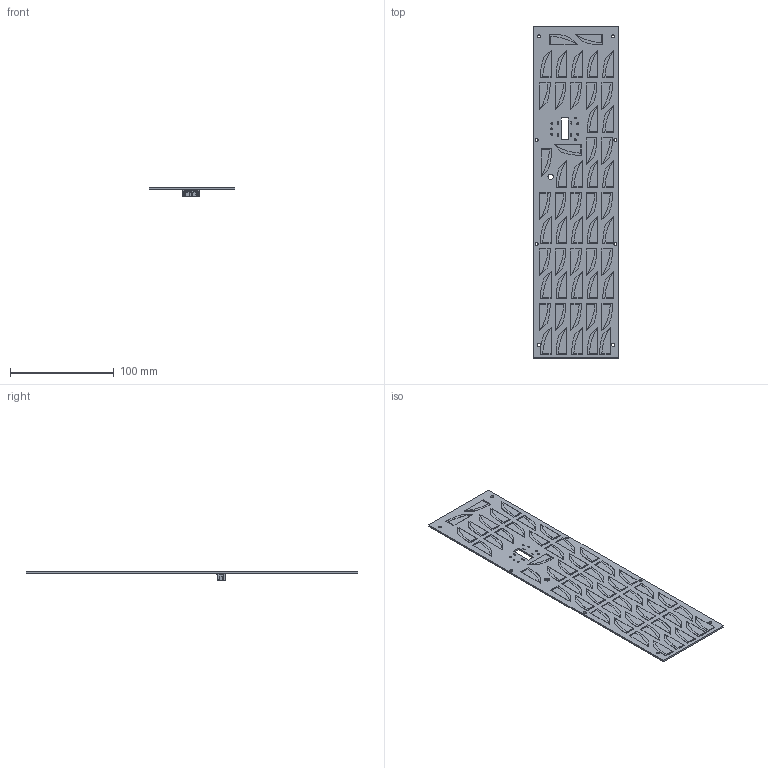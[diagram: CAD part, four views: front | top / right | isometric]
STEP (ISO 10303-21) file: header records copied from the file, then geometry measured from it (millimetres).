
FILE_DESCRIPTION(('Open CASCADE Model'),'2;1');
FILE_NAME('Open CASCADE Shape Model','2018-01-09T22:11:08',('Author'),( 'Open CASCADE'),'Open CASCADE STEP processor 6.2','Open CASCADE 6.2' ,'Unknown');
FILE_SCHEMA(('AUTOMOTIVE_DESIGN { 1 0 10303 214 1 1 1 1 }'));
Length unit declared in the file: millimetre
Products named in the file (66): PCB; Board; 1; OneWing; Onecell; terminalpoint; SolarCellRegion; Overhead; 2; 3; 4; 5; 6; 7; 8; 9; 10; 11; 12; 13; 14; 15; 16; 17; 18; 19; 20; 21; 22; 23; 24; 25; 26; 27; 28; 29; 30; 31; 32; 33 ...
Assembly tree (116 placements, depth 5):
  PCB
    Board
    1
      OneWing
        Onecell
          terminalpoint
          SolarCellRegion
          Overhead
    2
      OneWing
        Onecell
          terminalpoint
          SolarCellRegion
          Overhead
    3
      OneWing
        Onecell
          terminalpoint
          SolarCellRegion
          Overhead
    4
      OneWing
        Onecell
          terminalpoint
          SolarCellRegion
          Overhead
    5
      OneWing
        Onecell
          terminalpoint
          SolarCellRegion
          Overhead
    6
      OneWing
        Onecell
          terminalpoint
          SolarCellRegion
          Overhead
    7
      OneWing
        Onecell
          terminalpoint
          SolarCellRegion
          Overhead
    8
      OneWing
        Onecell
          terminalpoint
          SolarCellRegion
          Overhead
    9
      OneWing
        Onecell
          terminalpoint
          SolarCellRegion
          Overhead
    10
      OneWing
        Onecell
          terminalpoint
Bounding box: 82 x 320 x 8.32 mm (x, y, z)
Volume: 43285.3 mm3; surface area: 76598 mm2
Topology: 160 solids, 160 shells, 1398 faces, 3195 edges, 2116 vertices
Faces by surface type: plane 1136, cylinder 262
Full cylindrical faces by diameter (mm): 0.762 x2, 1 x8, 1.8 x7, 3 x8, 5 x1
Entity records: 27720 total; most frequent: CARTESIAN_POINT 5066, DIRECTION 4053, LINE 2799, VECTOR 2799, ORIENTED_EDGE 2106, PCURVE 2106, DEFINITIONAL_REPRESENTATION 2106, EDGE_CURVE 1053
